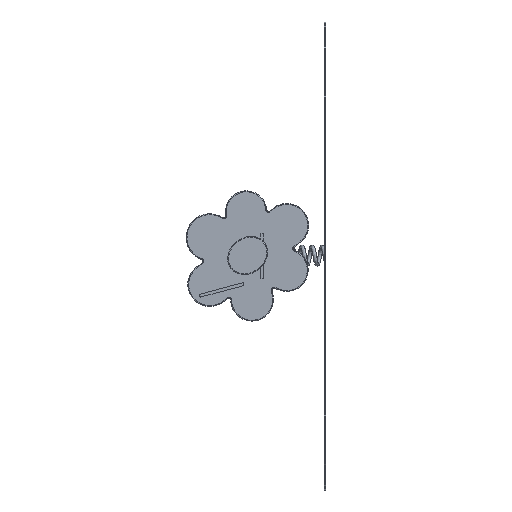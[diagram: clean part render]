
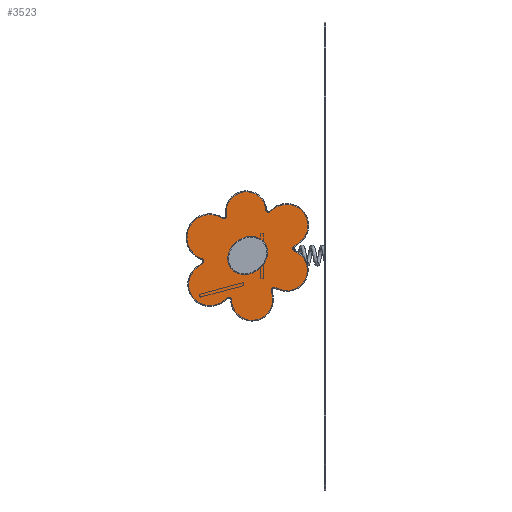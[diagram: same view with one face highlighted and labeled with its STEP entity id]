
A CAD part, left-side view. The second image highlights one B-rep face of the part: STEP entity #3523.
In plain terms, the highlighted face is planar.
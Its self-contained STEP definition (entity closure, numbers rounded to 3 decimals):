
#3523=ADVANCED_FACE('',(#9158),#9160,.F.);
#9158=FACE_BOUND('',#9159,.T.);
#9159=EDGE_LOOP('',(#11049,#11050,#11051,#11052,#11053,#11054,#11055,#11056,#11057,
#11058,#11059,#11060,#11061,#11062,#11063,#11064,#11065,#11066,#11067,#11068,#11069,
#11070,#11071));
#9160=PLANE('',#9161);
#9161=AXIS2_PLACEMENT_3D('',#9162,#9163,#9164);
#9162=CARTESIAN_POINT('',(0.,0.,0.));
#9163=DIRECTION('',(0.,0.,1.));
#9164=DIRECTION('',(1.,0.,0.));
#11049=ORIENTED_EDGE('',*,*,#12006,.F.);
#11050=ORIENTED_EDGE('',*,*,#12007,.F.);
#11051=ORIENTED_EDGE('',*,*,#12008,.F.);
#11052=ORIENTED_EDGE('',*,*,#12009,.F.);
#11053=ORIENTED_EDGE('',*,*,#12010,.F.);
#11054=ORIENTED_EDGE('',*,*,#12011,.F.);
#11055=ORIENTED_EDGE('',*,*,#12012,.F.);
#11056=ORIENTED_EDGE('',*,*,#12013,.F.);
#11057=ORIENTED_EDGE('',*,*,#12014,.F.);
#11058=ORIENTED_EDGE('',*,*,#12015,.F.);
#11059=ORIENTED_EDGE('',*,*,#12016,.F.);
#11060=ORIENTED_EDGE('',*,*,#12017,.F.);
#11061=ORIENTED_EDGE('',*,*,#12018,.F.);
#11062=ORIENTED_EDGE('',*,*,#12019,.F.);
#11063=ORIENTED_EDGE('',*,*,#12020,.F.);
#11064=ORIENTED_EDGE('',*,*,#12021,.F.);
#11065=ORIENTED_EDGE('',*,*,#12022,.F.);
#11066=ORIENTED_EDGE('',*,*,#12023,.F.);
#11067=ORIENTED_EDGE('',*,*,#12024,.F.);
#11068=ORIENTED_EDGE('',*,*,#12025,.F.);
#11069=ORIENTED_EDGE('',*,*,#12026,.F.);
#11070=ORIENTED_EDGE('',*,*,#12027,.F.);
#11071=ORIENTED_EDGE('',*,*,#12028,.F.);
#12006=EDGE_CURVE('',#12933,#12934,#12935,.T.);
#12007=EDGE_CURVE('',#12936,#12933,#12937,.T.);
#12008=EDGE_CURVE('',#12938,#12936,#12939,.T.);
#12009=EDGE_CURVE('',#12940,#12938,#12941,.T.);
#12010=EDGE_CURVE('',#12942,#12940,#12943,.T.);
#12011=EDGE_CURVE('',#12944,#12942,#12945,.T.);
#12012=EDGE_CURVE('',#12946,#12944,#12947,.T.);
#12013=EDGE_CURVE('',#12948,#12946,#12949,.T.);
#12014=EDGE_CURVE('',#12950,#12948,#12951,.T.);
#12015=EDGE_CURVE('',#12952,#12950,#12953,.T.);
#12016=EDGE_CURVE('',#12954,#12952,#12955,.T.);
#12017=EDGE_CURVE('',#12956,#12954,#12957,.T.);
#12018=EDGE_CURVE('',#12958,#12956,#12959,.T.);
#12019=EDGE_CURVE('',#12960,#12958,#12961,.T.);
#12020=EDGE_CURVE('',#12962,#12960,#12963,.T.);
#12021=EDGE_CURVE('',#12964,#12962,#12965,.T.);
#12022=EDGE_CURVE('',#12966,#12964,#12967,.T.);
#12023=EDGE_CURVE('',#12968,#12966,#12969,.T.);
#12024=EDGE_CURVE('',#12970,#12968,#12971,.T.);
#12025=EDGE_CURVE('',#12972,#12970,#12973,.T.);
#12026=EDGE_CURVE('',#12974,#12972,#12975,.T.);
#12027=EDGE_CURVE('',#12976,#12974,#12977,.T.);
#12028=EDGE_CURVE('',#12934,#12976,#12978,.T.);
#12933=VERTEX_POINT('',#15423);
#12934=VERTEX_POINT('',#15424);
#12935=CIRCLE('',#15425,117.5);
#12936=VERTEX_POINT('',#15429);
#12937=LINE('',#15430,#15431);
#12938=VERTEX_POINT('',#15433);
#12939=CIRCLE('',#15434,15.);
#12940=VERTEX_POINT('',#15438);
#12941=LINE('',#15439,#15440);
#12942=VERTEX_POINT('',#15442);
#12943=CIRCLE('',#15443,135.16);
#12944=VERTEX_POINT('',#15447);
#12945=LINE('',#15448,#15449);
#12946=VERTEX_POINT('',#15451);
#12947=CIRCLE('',#15452,15.);
#12948=VERTEX_POINT('',#15456);
#12949=LINE('',#15457,#15458);
#12950=VERTEX_POINT('',#15460);
#12951=CIRCLE('',#15461,125.48);
#12952=VERTEX_POINT('',#15465);
#12953=LINE('',#15466,#15467);
#12954=VERTEX_POINT('',#15469);
#12955=CIRCLE('',#15470,15.);
#12956=VERTEX_POINT('',#15474);
#12957=LINE('',#15475,#15476);
#12958=VERTEX_POINT('',#15478);
#12959=CIRCLE('',#15479,121.29);
#12960=VERTEX_POINT('',#15483);
#12961=LINE('',#15484,#15485);
#12962=VERTEX_POINT('',#15487);
#12963=CIRCLE('',#15488,15.);
#12964=VERTEX_POINT('',#15492);
#12965=LINE('',#15493,#15494);
#12966=VERTEX_POINT('',#15496);
#12967=CIRCLE('',#15497,121.347);
#12968=VERTEX_POINT('',#15501);
#12969=LINE('',#15502,#15503);
#12970=VERTEX_POINT('',#15505);
#12971=CIRCLE('',#15506,15.);
#12972=VERTEX_POINT('',#15510);
#12973=LINE('',#15511,#15512);
#12974=VERTEX_POINT('',#15514);
#12975=CIRCLE('',#15515,125.);
#12976=VERTEX_POINT('',#15519);
#12977=LINE('',#15520,#15521);
#12978=CIRCLE('',#15523,15.);
#15423=CARTESIAN_POINT('',(-307.779,191.672,0.));
#15424=CARTESIAN_POINT('',(-324.662,-42.702,0.));
#15425=AXIS2_PLACEMENT_3D('',#15426,#15427,#15428);
#15426=CARTESIAN_POINT('',(-314.746,74.379,0.));
#15427=DIRECTION('',(0.,0.,1.));
#15428=DIRECTION('',(0.059,0.998,0.));
#15429=CARTESIAN_POINT('',(-288.981,190.556,0.));
#15430=CARTESIAN_POINT('',(-288.981,190.556,0.));
#15431=VECTOR('',#15432,1.);
#15432=DIRECTION('',(-0.998,0.059,0.));
#15433=CARTESIAN_POINT('',(-274.453,211.774,0.));
#15434=AXIS2_PLACEMENT_3D('',#15435,#15436,#15437);
#15435=CARTESIAN_POINT('',(-288.092,205.529,0.));
#15436=DIRECTION('',(0.,0.,-1.));
#15437=DIRECTION('',(0.909,0.416,0.));
#15438=CARTESIAN_POINT('',(-284.361,233.413,0.));
#15439=CARTESIAN_POINT('',(-284.361,233.413,0.));
#15440=VECTOR('',#15441,1.);
#15441=DIRECTION('',(0.416,-0.909,0.));
#15442=CARTESIAN_POINT('',(-42.074,353.025,0.));
#15443=AXIS2_PLACEMENT_3D('',#15444,#15445,#15446);
#15444=CARTESIAN_POINT('',(-161.469,289.678,0.));
#15445=DIRECTION('',(0.,0.,1.));
#15446=DIRECTION('',(0.883,0.469,0.));
#15447=CARTESIAN_POINT('',(-34.687,334.248,0.));
#15448=CARTESIAN_POINT('',(-34.687,334.248,0.));
#15449=VECTOR('',#15450,1.);
#15450=DIRECTION('',(-0.366,0.931,0.));
#15451=CARTESIAN_POINT('',(-8.832,330.603,0.));
#15452=AXIS2_PLACEMENT_3D('',#15453,#15454,#15455);
#15453=CARTESIAN_POINT('',(-20.728,339.74,0.));
#15454=DIRECTION('',(0.,0.,-1.));
#15455=DIRECTION('',(0.793,-0.609,0.));
#15456=CARTESIAN_POINT('',(27.12,377.414,0.));
#15457=CARTESIAN_POINT('',(27.12,377.414,0.));
#15458=VECTOR('',#15459,1.);
#15459=DIRECTION('',(-0.609,-0.793,0.));
#15460=CARTESIAN_POINT('',(215.956,212.851,0.));
#15461=AXIS2_PLACEMENT_3D('',#15462,#15463,#15464);
#15462=CARTESIAN_POINT('',(116.439,289.282,0.));
#15463=DIRECTION('',(0.,0.,1.));
#15464=DIRECTION('',(0.793,-0.609,0.));
#15465=CARTESIAN_POINT('',(194.78,185.28,0.));
#15466=CARTESIAN_POINT('',(194.78,185.28,0.));
#15467=VECTOR('',#15468,1.);
#15468=DIRECTION('',(0.609,0.793,0.));
#15469=CARTESIAN_POINT('',(205.787,161.169,0.));
#15470=AXIS2_PLACEMENT_3D('',#15471,#15472,#15473);
#15471=CARTESIAN_POINT('',(206.677,176.143,0.));
#15472=DIRECTION('',(0.,0.,-1.));
#15473=DIRECTION('',(-0.059,-0.998,0.));
#15474=CARTESIAN_POINT('',(214.516,160.651,0.));
#15475=CARTESIAN_POINT('',(214.516,160.651,0.));
#15476=VECTOR('',#15477,1.);
#15477=DIRECTION('',(-0.998,0.059,0.));
#15478=CARTESIAN_POINT('',(190.874,-80.595,0.));
#15479=AXIS2_PLACEMENT_3D('',#15480,#15481,#15482);
#15480=CARTESIAN_POINT('',(207.325,39.574,0.));
#15481=DIRECTION('',(0.,0.,1.));
#15482=DIRECTION('',(-0.136,-0.991,0.));
#15483=CARTESIAN_POINT('',(150.379,-75.963,0.));
#15484=CARTESIAN_POINT('',(150.379,-75.963,0.));
#15485=VECTOR('',#15486,1.);
#15486=DIRECTION('',(0.994,-0.114,0.));
#15487=CARTESIAN_POINT('',(134.716,-96.358,0.));
#15488=AXIS2_PLACEMENT_3D('',#15489,#15490,#15491);
#15489=CARTESIAN_POINT('',(148.675,-90.866,0.));
#15490=DIRECTION('',(0.,0.,-1.));
#15491=DIRECTION('',(-0.931,-0.366,0.));
#15492=CARTESIAN_POINT('',(141.897,-114.612,0.));
#15493=CARTESIAN_POINT('',(141.897,-114.612,0.));
#15494=VECTOR('',#15495,1.);
#15495=DIRECTION('',(-0.366,0.931,0.));
#15496=CARTESIAN_POINT('',(-78.33,-216.587,0.));
#15497=AXIS2_PLACEMENT_3D('',#15498,#15499,#15500);
#15498=CARTESIAN_POINT('',(32.002,-166.072,0.));
#15499=DIRECTION('',(0.,0.,1.));
#15500=DIRECTION('',(-0.909,-0.416,0.));
#15501=CARTESIAN_POINT('',(-81.233,-210.247,0.));
#15502=CARTESIAN_POINT('',(-81.233,-210.247,0.));
#15503=VECTOR('',#15504,1.);
#15504=DIRECTION('',(0.416,-0.909,0.));
#15505=CARTESIAN_POINT('',(-106.768,-207.354,0.));
#15506=AXIS2_PLACEMENT_3D('',#15507,#15508,#15509);
#15507=CARTESIAN_POINT('',(-94.872,-216.491,0.));
#15508=DIRECTION('',(0.,0.,-1.));
#15509=DIRECTION('',(-0.793,0.609,0.));
#15510=CARTESIAN_POINT('',(-133.491,-242.149,0.));
#15511=CARTESIAN_POINT('',(-133.491,-242.149,0.));
#15512=VECTOR('',#15513,1.);
#15513=DIRECTION('',(0.609,0.793,0.));
#15514=CARTESIAN_POINT('',(-331.763,-89.873,0.));
#15515=AXIS2_PLACEMENT_3D('',#15516,#15517,#15518);
#15516=CARTESIAN_POINT('',(-232.627,-166.011,0.));
#15517=DIRECTION('',(0.,0.,1.));
#15518=DIRECTION('',(-0.793,0.609,0.));
#15519=CARTESIAN_POINT('',(-314.032,-66.785,0.));
#15520=CARTESIAN_POINT('',(-314.032,-66.785,0.));
#15521=VECTOR('',#15522,1.);
#15522=DIRECTION('',(-0.609,-0.793,0.));
#15523=AXIS2_PLACEMENT_3D('',#15524,#15525,#15526);
#15524=CARTESIAN_POINT('',(-325.928,-57.648,0.));
#15525=DIRECTION('',(0.,0.,-1.));
#15526=DIRECTION('',(0.084,0.996,0.));
